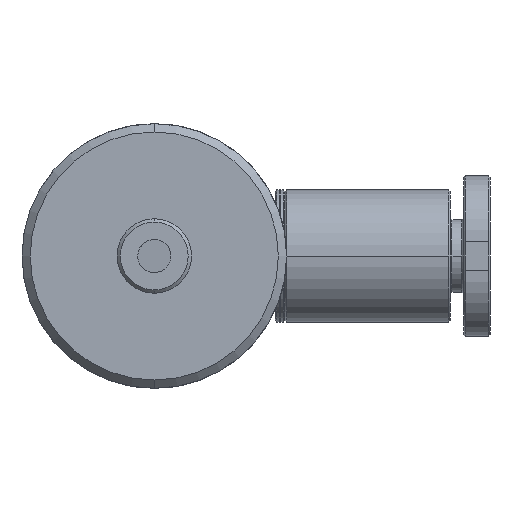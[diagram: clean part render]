
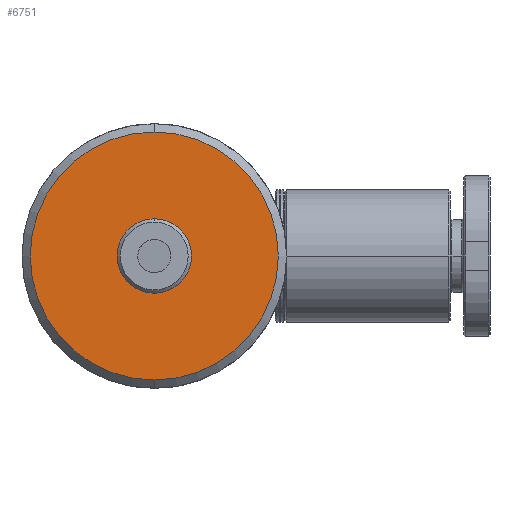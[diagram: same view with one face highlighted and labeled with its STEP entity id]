
A CAD part, front view. The second image highlights one B-rep face of the part: STEP entity #6751.
In plain terms, the highlighted planar face has unit normal (0, -1, 0).
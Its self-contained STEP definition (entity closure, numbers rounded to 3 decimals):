
#159 = DIRECTION ( 'NONE',  ( 0., -1., 0. ) ) ;
#449 = CIRCLE ( 'NONE', #10241, 2.25 ) ;
#594 = VERTEX_POINT ( 'NONE', #1139 ) ;
#604 = EDGE_LOOP ( 'NONE', ( #7854, #5351 ) ) ;
#638 = DIRECTION ( 'NONE',  ( 0., -1., 0. ) ) ;
#649 = DIRECTION ( 'NONE',  ( 0., 0., -1. ) ) ;
#785 = DIRECTION ( 'NONE',  ( 0., -1., 0. ) ) ;
#952 = DIRECTION ( 'NONE',  ( 0., 0., -1. ) ) ;
#1139 = CARTESIAN_POINT ( 'NONE',  ( 0., -25., -7.5 ) ) ;
#1240 = AXIS2_PLACEMENT_3D ( 'NONE', #8838, #638, #6406 ) ;
#1374 = CARTESIAN_POINT ( 'NONE',  ( 0., -25., 0. ) ) ;
#1477 = FACE_BOUND ( 'NONE', #5516, .T. ) ;
#1941 = AXIS2_PLACEMENT_3D ( 'NONE', #1374, #10350, #649 ) ;
#2151 = AXIS2_PLACEMENT_3D ( 'NONE', #5705, #785, #6587 ) ;
#2468 = AXIS2_PLACEMENT_3D ( 'NONE', #2628, #5935, #10032 ) ;
#2628 = CARTESIAN_POINT ( 'NONE',  ( 0., -25., 0. ) ) ;
#3791 = VERTEX_POINT ( 'NONE', #5824 ) ;
#4410 = CIRCLE ( 'NONE', #2468, 7.5 ) ;
#4721 = EDGE_CURVE ( 'Defeature ausgef�hrt4_7+Defeature ausgef�hrt4_6+Defeature ausgef�hrt4_6+Defeature ausgef�hrt4_6', #3791, #8599, #449, .T. ) ;
#5082 = CARTESIAN_POINT ( 'NONE',  ( 0., -25., 0. ) ) ;
#5250 = FACE_OUTER_BOUND ( 'NONE', #604, .T. ) ;
#5351 = ORIENTED_EDGE ( 'NONE', *, *, #6848, .T. ) ;
#5516 = EDGE_LOOP ( 'NONE', ( #8589, #8709 ) ) ;
#5568 = EDGE_CURVE ( 'Defeature ausgef�hrt4_7+Defeature ausgef�hrt4_6+Defeature ausgef�hrt4_6+Defeature ausgef�hrt4_6', #8599, #3791, #6081, .T. ) ;
#5705 = CARTESIAN_POINT ( 'NONE',  ( 0., -25., 0. ) ) ;
#5824 = CARTESIAN_POINT ( 'NONE',  ( 0., -25., 2.25 ) ) ;
#5935 = DIRECTION ( 'NONE',  ( 0., -1., 0. ) ) ;
#6081 = CIRCLE ( 'NONE', #1240, 2.25 ) ;
#6406 = DIRECTION ( 'NONE',  ( 0., 0., -1. ) ) ;
#6559 = EDGE_CURVE ( 'Defeature ausgef�hrt4_6+Defeature ausgef�hrt4_16+Defeature ausgef�hrt4_16+Defeature ausgef�hrt4_16', #7371, #594, #4410, .T. ) ;
#6587 = DIRECTION ( 'NONE',  ( 0., 0., -1. ) ) ;
#6751 = ADVANCED_FACE ( 'Defeature ausgef�hrt4_6', ( #5250, #1477 ), #9558, .T. ) ;
#6848 = EDGE_CURVE ( 'Defeature ausgef�hrt4_6+Defeature ausgef�hrt4_16+Defeature ausgef�hrt4_16+Defeature ausgef�hrt4_16', #594, #7371, #7816, .T. ) ;
#7168 = CARTESIAN_POINT ( 'NONE',  ( 0., -25., -2.25 ) ) ;
#7371 = VERTEX_POINT ( 'NONE', #9008 ) ;
#7816 = CIRCLE ( 'NONE', #2151, 7.5 ) ;
#7854 = ORIENTED_EDGE ( 'NONE', *, *, #6559, .T. ) ;
#8589 = ORIENTED_EDGE ( 'NONE', *, *, #5568, .F. ) ;
#8599 = VERTEX_POINT ( 'NONE', #7168 ) ;
#8709 = ORIENTED_EDGE ( 'NONE', *, *, #4721, .F. ) ;
#8838 = CARTESIAN_POINT ( 'NONE',  ( 0., -25., 0. ) ) ;
#9008 = CARTESIAN_POINT ( 'NONE',  ( 0., -25., 7.5 ) ) ;
#9558 = PLANE ( 'NONE',  #1941 ) ;
#10032 = DIRECTION ( 'NONE',  ( 0., 0., -1. ) ) ;
#10241 = AXIS2_PLACEMENT_3D ( 'NONE', #5082, #159, #952 ) ;
#10350 = DIRECTION ( 'NONE',  ( 0., -1., 0. ) ) ;
